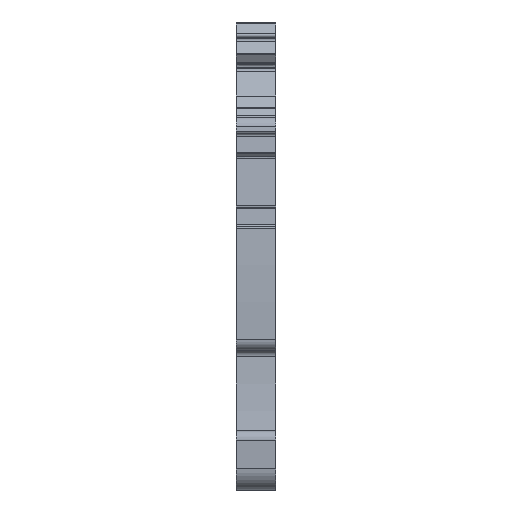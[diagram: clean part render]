
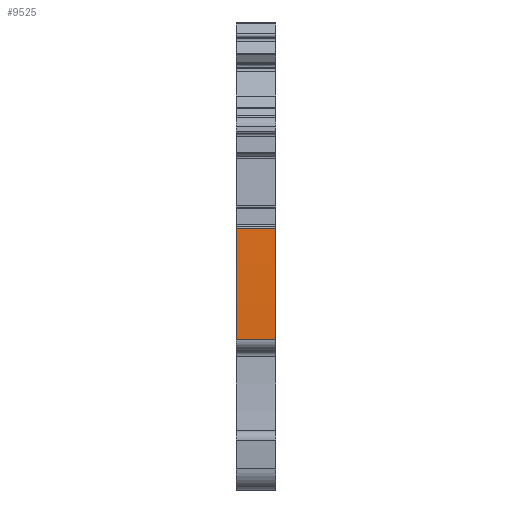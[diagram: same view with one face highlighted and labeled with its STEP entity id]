
A CAD part, front view. The second image highlights one B-rep face of the part: STEP entity #9525.
In plain terms, the highlighted cylindrical face has radius 122.822 mm (diameter 245.644 mm), a partial arc.
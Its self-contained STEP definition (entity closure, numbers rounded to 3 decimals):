
#1431=AXIS2_PLACEMENT_3D('Circle Axis2P3D',#1429,#1430,$) ;
#1438=AXIS2_PLACEMENT_3D('Circle Axis2P3D',#1436,#1437,$) ;
#3103=AXIS2_PLACEMENT_3D('Circle Axis2P3D',#3101,#3102,$) ;
#3110=AXIS2_PLACEMENT_3D('Circle Axis2P3D',#3108,#3109,$) ;
#9510=AXIS2_PLACEMENT_3D('Cylinder Axis2P3D',#9507,#9508,#9509) ;
#1426=CARTESIAN_POINT('Vertex',(0.,1.529,13.42)) ;
#1429=CARTESIAN_POINT('Axis2P3D Location',(0.,2.529,13.45)) ;
#1433=CARTESIAN_POINT('Vertex',(0.,1.528,13.45)) ;
#1436=CARTESIAN_POINT('Axis2P3D Location',(0.,124.298,17.05)) ;
#1440=CARTESIAN_POINT('Vertex',(0.,1.64,23.414)) ;
#3098=CARTESIAN_POINT('Vertex',(3.5,1.64,23.414)) ;
#3101=CARTESIAN_POINT('Axis2P3D Location',(3.5,124.298,17.05)) ;
#3105=CARTESIAN_POINT('Vertex',(3.5,1.528,13.45)) ;
#3108=CARTESIAN_POINT('Axis2P3D Location',(3.5,124.284,17.05)) ;
#3112=CARTESIAN_POINT('Vertex',(3.5,1.529,13.42)) ;
#9494=CARTESIAN_POINT('Line Origine',(1.75,1.529,13.42)) ;
#9507=CARTESIAN_POINT('Axis2P3D Location',(1.75,124.298,17.05)) ;
#9512=CARTESIAN_POINT('Line Origine',(1.75,1.64,23.414)) ;
#1430=DIRECTION('Axis2P3D Direction',(1.,0.,0.)) ;
#1437=DIRECTION('Axis2P3D Direction',(1.,0.,0.)) ;
#3102=DIRECTION('Axis2P3D Direction',(1.,0.,0.)) ;
#3109=DIRECTION('Axis2P3D Direction',(1.,0.,0.)) ;
#9495=DIRECTION('Vector Direction',(1.,0.,0.)) ;
#9508=DIRECTION('Axis2P3D Direction',(1.,0.,0.)) ;
#9509=DIRECTION('Axis2P3D XDirection',(0.,-0.992,0.126)) ;
#9513=DIRECTION('Vector Direction',(1.,0.,0.)) ;
#9496=VECTOR('Line Direction',#9495,1.) ;
#9514=VECTOR('Line Direction',#9513,1.) ;
#9518=ORIENTED_EDGE('',*,*,#1442,.T.) ;
#9519=ORIENTED_EDGE('',*,*,#1435,.T.) ;
#9520=ORIENTED_EDGE('',*,*,#9498,.T.) ;
#9521=ORIENTED_EDGE('',*,*,#3114,.F.) ;
#9522=ORIENTED_EDGE('',*,*,#3107,.F.) ;
#9523=ORIENTED_EDGE('',*,*,#9516,.F.) ;
#9525=ADVANCED_FACE('MLD',(#9524),#9511,.T.) ;
#1432=CIRCLE('generated circle',#1431,1.) ;
#1439=CIRCLE('generated circle',#1438,122.822) ;
#3104=CIRCLE('generated circle',#3103,122.822) ;
#3111=CIRCLE('generated circle',#3110,122.809) ;
#9511=CYLINDRICAL_SURFACE('generated cylinder',#9510,122.822) ;
#1435=EDGE_CURVE('',#1434,#1427,#1432,.T.) ;
#1442=EDGE_CURVE('',#1441,#1434,#1439,.T.) ;
#3107=EDGE_CURVE('',#3099,#3106,#3104,.T.) ;
#3114=EDGE_CURVE('',#3106,#3113,#3111,.T.) ;
#9498=EDGE_CURVE('',#1427,#3113,#9497,.T.) ;
#9516=EDGE_CURVE('',#1441,#3099,#9515,.T.) ;
#9517=EDGE_LOOP('',(#9518,#9519,#9520,#9521,#9522,#9523)) ;
#9524=FACE_OUTER_BOUND('',#9517,.T.) ;
#9497=LINE('Line',#9494,#9496) ;
#9515=LINE('Line',#9512,#9514) ;
#1427=VERTEX_POINT('',#1426) ;
#1434=VERTEX_POINT('',#1433) ;
#1441=VERTEX_POINT('',#1440) ;
#3099=VERTEX_POINT('',#3098) ;
#3106=VERTEX_POINT('',#3105) ;
#3113=VERTEX_POINT('',#3112) ;
